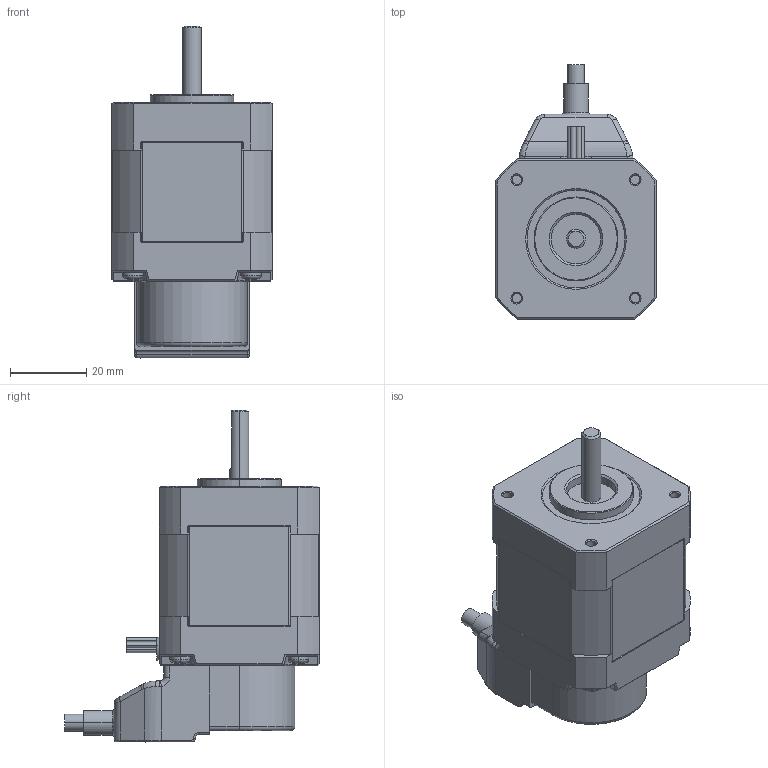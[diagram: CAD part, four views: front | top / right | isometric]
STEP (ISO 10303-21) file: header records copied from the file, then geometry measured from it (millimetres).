
FILE_DESCRIPTION(('Creo Elements/Direct Modeling STEP Export'),'2;1');
FILE_NAME('TS3602N203.stp','2014-09-10T16:47:35',(''),(''),'Creo Elements/Direct Modeling STEP processor for AP203 (Solid Model)','Creo Elements/Direct Modeling 17.0F 20-Aug-2012 (C) Parametric Technology GmbH','');
FILE_SCHEMA(('CONFIG_CONTROL_DESIGN'));
Length unit declared in the file: millimetre
Products named in the file (1): Skin_Group1
Bounding box: 42 x 66.8 x 87 mm (x, y, z)
Volume: 101072.1 mm3; surface area: 15105.8 mm2
Topology: 1 solids, 1 shells, 387 faces, 997 edges, 630 vertices
Faces by surface type: plane 166, cylinder 139, cone 37, torus 27, sphere 10, bspline 8
Entity records: 12632 total; most frequent: CARTESIAN_POINT 2575, ORIENTED_EDGE 1990, DIRECTION 1926, EDGE_CURVE 995, AXIS2_PLACEMENT_3D 714, VERTEX_POINT 630, VECTOR 498, LINE 498
